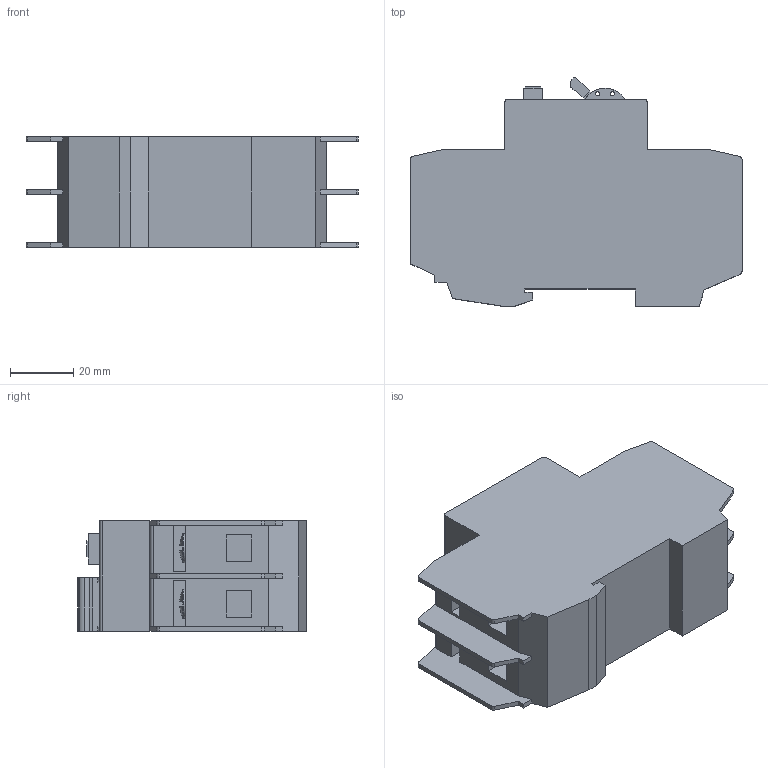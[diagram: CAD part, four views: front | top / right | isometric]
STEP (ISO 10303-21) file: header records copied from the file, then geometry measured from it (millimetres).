
FILE_DESCRIPTION (( 'STEP AP214' ), '1' );
FILE_NAME ('Rtec 489 (Single Pole+ Fins).STEP', '2016-09-27T12:32:36', ( '' ), ( '' ), 'SwSTEP 2.0', 'SolidWorks 2016', '' );
FILE_SCHEMA (( 'AUTOMOTIVE_DESIGN' ));
Length unit declared in the file: millimetre
Products named in the file (1): Rtec 489 (Single Pole+ Fins)
Bounding box: 105 x 72.42 x 35 mm (x, y, z)
Volume: 160027.3 mm3; surface area: 29936 mm2
Topology: 1 solids, 1 shells, 350 faces, 975 edges, 646 vertices
Faces by surface type: plane 230, bspline 72, cylinder 48
Entity records: 13285 total; most frequent: CARTESIAN_POINT 3384, ORIENTED_EDGE 1950, DIRECTION 1551, EDGE_CURVE 975, VECTOR 669, LINE 669, VERTEX_POINT 646, AXIS2_PLACEMENT_3D 441
